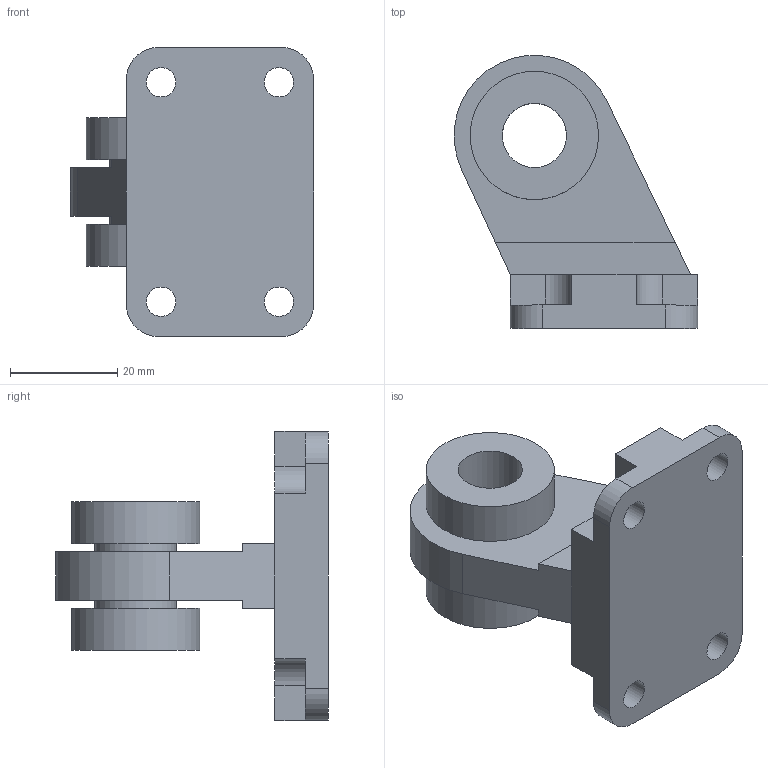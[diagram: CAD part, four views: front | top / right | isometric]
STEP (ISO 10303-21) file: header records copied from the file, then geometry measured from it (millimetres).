
FILE_DESCRIPTION(/* description */ ('STEP AP214'),/* implementation_level */ '2;1');
FILE_NAME(/* name */ '5562_LSN-40',/* time_stamp */ '2024-08-22T11:15:54+02:00',/* author */ ('License CC BY-ND 4.0'),/* organization */ ('CADENAS'),/* preprocessor_version */ 'ST-DEVELOPER v19.3',/* originating_system */ 'PARTsolutions',/* authorisation */ ' ');
FILE_SCHEMA (('AUTOMOTIVE_DESIGN {1 0 10303 214 3 1 1}'));
Length unit declared in the file: millimetre
Products named in the file (1): 5562 LSN-40
Bounding box: 45.44 x 50.95 x 54 mm (x, y, z)
Volume: 31628.8 mm3; surface area: 11877.2 mm2
Topology: 1 solids, 1 shells, 48 faces, 126 edges, 84 vertices
Faces by surface type: plane 30, cylinder 18
Full cylindrical faces by diameter (mm): 5.5 x4, 12 x1, 15.2 x2, 24 x2
Entity records: 1803 total; most frequent: DIRECTION 249, CARTESIAN_POINT 246, ORIENTED_EDGE 230, EDGE_CURVE 115, AXIS2_PLACEMENT_3D 85, VERTEX_POINT 82, LINE 79, VECTOR 79
